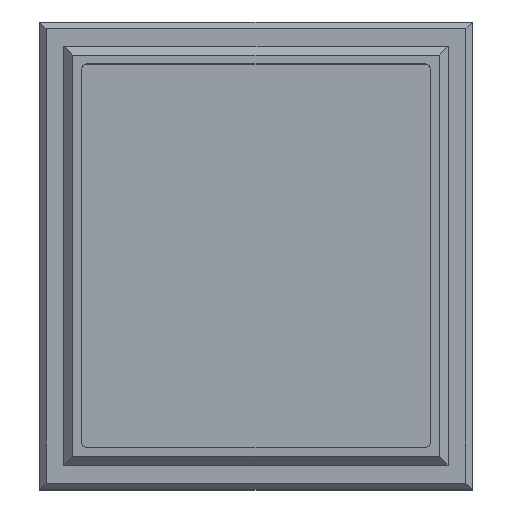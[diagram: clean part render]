
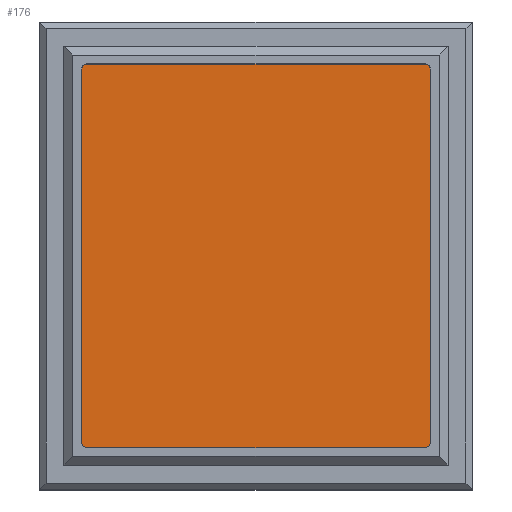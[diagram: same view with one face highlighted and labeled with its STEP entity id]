
A CAD part, top view. The second image highlights one B-rep face of the part: STEP entity #176.
In plain terms, the highlighted planar face has unit normal (0, 0, 1).
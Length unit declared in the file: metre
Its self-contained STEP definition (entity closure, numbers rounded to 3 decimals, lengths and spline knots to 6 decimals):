
#176=ADVANCED_FACE('',(#387),#388,.F.);
#387=FACE_OUTER_BOUND('',#631,.T.);
#388=PLANE('',#632);
#631=EDGE_LOOP('',(#1071,#1072,#1073,#1074));
#632=AXIS2_PLACEMENT_3D('',#1075,#1076,#1077);
#1071=ORIENTED_EDGE('',*,*,#1571,.T.);
#1072=ORIENTED_EDGE('',*,*,#1415,.T.);
#1073=ORIENTED_EDGE('',*,*,#1572,.T.);
#1074=ORIENTED_EDGE('',*,*,#1529,.T.);
#1075=CARTESIAN_POINT('',(0.0,0.0,0.0));
#1076=DIRECTION('',(0.0,0.0,-1.0));
#1077=DIRECTION('',(-1.0,0.0,0.0));
#1415=EDGE_CURVE('',#1676,#1673,#1677,.T.);
#1529=EDGE_CURVE('',#1867,#1864,#1868,.T.);
#1571=EDGE_CURVE('',#1864,#1676,#1919,.T.);
#1572=EDGE_CURVE('',#1673,#1867,#1920,.T.);
#1673=VERTEX_POINT('',#2042);
#1676=VERTEX_POINT('',#2046);
#1677=LINE('',#2047,#2048);
#1864=VERTEX_POINT('',#2315);
#1867=VERTEX_POINT('',#2319);
#1868=LINE('',#2320,#2321);
#1919=LINE('',#2400,#2401);
#1920=LINE('',#2402,#2403);
#2042=CARTESIAN_POINT('',(-0.011684,0.0127,0.0));
#2046=CARTESIAN_POINT('',(0.011684,0.0127,0.0));
#2047=CARTESIAN_POINT('',(0.0,0.0127,0.0));
#2048=VECTOR('',#2551,1.0);
#2315=CARTESIAN_POINT('',(0.011684,-0.0127,0.0));
#2319=CARTESIAN_POINT('',(-0.011684,-0.0127,0.0));
#2320=CARTESIAN_POINT('',(0.0,-0.0127,0.0));
#2321=VECTOR('',#2657,1.0);
#2400=CARTESIAN_POINT('',(0.011684,0.0,0.0));
#2401=VECTOR('',#2686,1.0);
#2402=CARTESIAN_POINT('',(-0.011684,0.0,0.0));
#2403=VECTOR('',#2687,1.0);
#2551=DIRECTION('',(-1.0,0.0,0.0));
#2657=DIRECTION('',(1.0,0.0,0.0));
#2686=DIRECTION('',(0.0,1.0,0.0));
#2687=DIRECTION('',(0.0,-1.0,0.0));
